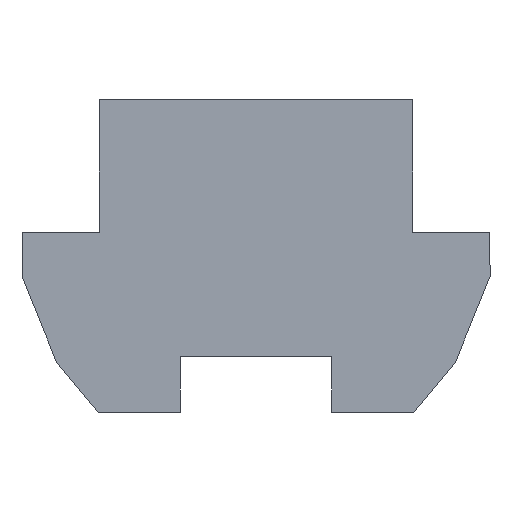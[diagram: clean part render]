
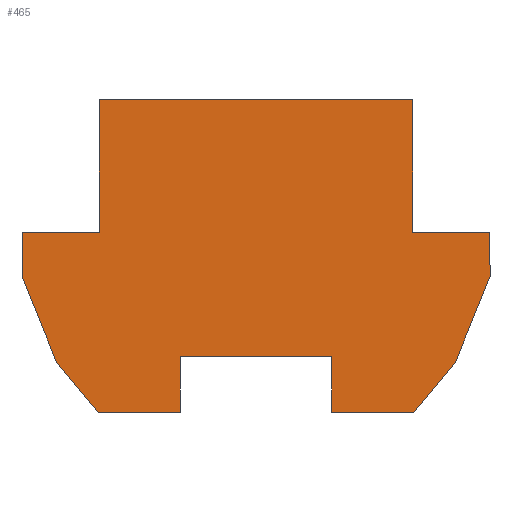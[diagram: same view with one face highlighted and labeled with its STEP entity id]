
A CAD part, front view. The second image highlights one B-rep face of the part: STEP entity #465.
In plain terms, the highlighted planar face has unit normal (0, -1, 0).
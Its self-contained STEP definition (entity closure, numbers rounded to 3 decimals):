
#5 = EDGE_CURVE ( 'NONE', #444, #542, #27, .T. ) ;
#8 = ORIENTED_EDGE ( 'NONE', *, *, #567, .T. ) ;
#14 = CARTESIAN_POINT ( 'NONE',  ( 26.5, 0., -45. ) ) ;
#20 = LINE ( 'NONE', #133, #317 ) ;
#21 = DIRECTION ( 'NONE',  ( 0., 0., -1. ) ) ;
#25 = LINE ( 'NONE', #501, #410 ) ;
#27 = LINE ( 'NONE', #449, #522 ) ;
#29 = DIRECTION ( 'NONE',  ( 0.375, 0., -0.927 ) ) ;
#34 = DIRECTION ( 'NONE',  ( 1., 0., 0. ) ) ;
#38 = ORIENTED_EDGE ( 'NONE', *, *, #300, .T. ) ;
#54 = ORIENTED_EDGE ( 'NONE', *, *, #460, .T. ) ;
#74 = CARTESIAN_POINT ( 'NONE',  ( -55., 0., -1.5 ) ) ;
#87 = CARTESIAN_POINT ( 'NONE',  ( -26.5, 0., -45. ) ) ;
#94 = VECTOR ( 'NONE', #312, 1000. ) ;
#102 = LINE ( 'NONE', #275, #339 ) ;
#103 = ORIENTED_EDGE ( 'NONE', *, *, #497, .T. ) ;
#111 = ORIENTED_EDGE ( 'NONE', *, *, #326, .F. ) ;
#117 = CARTESIAN_POINT ( 'NONE',  ( -26.5, 0., -64.598 ) ) ;
#118 = CARTESIAN_POINT ( 'NONE',  ( 82., 0., -17. ) ) ;
#133 = CARTESIAN_POINT ( 'NONE',  ( -55., 0., 45. ) ) ;
#134 = ORIENTED_EDGE ( 'NONE', *, *, #5, .T. ) ;
#136 = CARTESIAN_POINT ( 'NONE',  ( 69.879, 0., -47. ) ) ;
#142 = VERTEX_POINT ( 'NONE', #375 ) ;
#144 = CARTESIAN_POINT ( 'NONE',  ( -55., 0., 45. ) ) ;
#146 = AXIS2_PLACEMENT_3D ( 'NONE', #635, #432, #492 ) ;
#147 = DIRECTION ( 'NONE',  ( 0., 0., -1. ) ) ;
#150 = CARTESIAN_POINT ( 'NONE',  ( 55.246, 0., -64.598 ) ) ;
#152 = VERTEX_POINT ( 'NONE', #327 ) ;
#162 = EDGE_CURVE ( 'NONE', #257, #142, #584, .T. ) ;
#168 = VERTEX_POINT ( 'NONE', #529 ) ;
#170 = VECTOR ( 'NONE', #526, 1000. ) ;
#177 = EDGE_CURVE ( 'NONE', #168, #427, #580, .T. ) ;
#184 = VERTEX_POINT ( 'NONE', #474 ) ;
#189 = CARTESIAN_POINT ( 'NONE',  ( 82., 0., -1.5 ) ) ;
#191 = CARTESIAN_POINT ( 'NONE',  ( 69.879, 0., -47. ) ) ;
#209 = ORIENTED_EDGE ( 'NONE', *, *, #162, .T. ) ;
#219 = DIRECTION ( 'NONE',  ( 0., 0., 1. ) ) ;
#224 = ORIENTED_EDGE ( 'NONE', *, *, #583, .T. ) ;
#229 = DIRECTION ( 'NONE',  ( 0., 0., 1. ) ) ;
#232 = EDGE_LOOP ( 'NONE', ( #322, #471, #103, #134, #54, #672, #224, #111, #581, #508, #38, #510, #8, #209, #295, #308 ) ) ;
#243 = EDGE_CURVE ( 'NONE', #388, #427, #421, .T. ) ;
#257 = VERTEX_POINT ( 'NONE', #260 ) ;
#259 = CARTESIAN_POINT ( 'NONE',  ( 26.5, 0., -45. ) ) ;
#260 = CARTESIAN_POINT ( 'NONE',  ( -69.879, 0., -47. ) ) ;
#264 = LINE ( 'NONE', #118, #680 ) ;
#275 = CARTESIAN_POINT ( 'NONE',  ( -55., 0., -1.5 ) ) ;
#284 = VECTOR ( 'NONE', #21, 1000. ) ;
#286 = LINE ( 'NONE', #596, #658 ) ;
#289 = CARTESIAN_POINT ( 'NONE',  ( 55., 0., 45. ) ) ;
#295 = ORIENTED_EDGE ( 'NONE', *, *, #463, .T. ) ;
#296 = CARTESIAN_POINT ( 'NONE',  ( -55., 0., 45. ) ) ;
#300 = EDGE_CURVE ( 'NONE', #675, #152, #102, .T. ) ;
#302 = VERTEX_POINT ( 'NONE', #644 ) ;
#305 = VECTOR ( 'NONE', #147, 1000. ) ;
#308 = ORIENTED_EDGE ( 'NONE', *, *, #177, .T. ) ;
#312 = DIRECTION ( 'NONE',  ( 0.639, 0., -0.769 ) ) ;
#314 = EDGE_CURVE ( 'NONE', #675, #416, #20, .T. ) ;
#317 = VECTOR ( 'NONE', #229, 1000. ) ;
#321 = CARTESIAN_POINT ( 'NONE',  ( -69.879, 0., -47. ) ) ;
#322 = ORIENTED_EDGE ( 'NONE', *, *, #243, .F. ) ;
#325 = CARTESIAN_POINT ( 'NONE',  ( 26.5, 0., -64.598 ) ) ;
#326 = EDGE_CURVE ( 'NONE', #561, #352, #286, .T. ) ;
#327 = CARTESIAN_POINT ( 'NONE',  ( -82., 0., -1.5 ) ) ;
#330 = VECTOR ( 'NONE', #683, 1000. ) ;
#339 = VECTOR ( 'NONE', #395, 1000. ) ;
#343 = CARTESIAN_POINT ( 'NONE',  ( 55., 0., -1.5 ) ) ;
#345 = DIRECTION ( 'NONE',  ( -1., 0., 0. ) ) ;
#352 = VERTEX_POINT ( 'NONE', #343 ) ;
#369 = DIRECTION ( 'NONE',  ( -1., 0., 0. ) ) ;
#375 = CARTESIAN_POINT ( 'NONE',  ( -55.246, 0., -64.598 ) ) ;
#376 = CARTESIAN_POINT ( 'NONE',  ( 82., 0., -1.5 ) ) ;
#381 = EDGE_CURVE ( 'NONE', #152, #302, #556, .T. ) ;
#388 = VERTEX_POINT ( 'NONE', #259 ) ;
#393 = VECTOR ( 'NONE', #345, 1000. ) ;
#395 = DIRECTION ( 'NONE',  ( -1., 0., 0. ) ) ;
#398 = FACE_OUTER_BOUND ( 'NONE', #232, .T. ) ;
#410 = VECTOR ( 'NONE', #29, 1000. ) ;
#416 = VERTEX_POINT ( 'NONE', #144 ) ;
#421 = LINE ( 'NONE', #425, #641 ) ;
#425 = CARTESIAN_POINT ( 'NONE',  ( -55., 0., -45. ) ) ;
#427 = VERTEX_POINT ( 'NONE', #87 ) ;
#431 = VERTEX_POINT ( 'NONE', #604 ) ;
#432 = DIRECTION ( 'NONE',  ( 0., 1., 0. ) ) ;
#444 = VERTEX_POINT ( 'NONE', #150 ) ;
#449 = CARTESIAN_POINT ( 'NONE',  ( 55.246, 0., -64.598 ) ) ;
#460 = EDGE_CURVE ( 'NONE', #542, #431, #519, .T. ) ;
#463 = EDGE_CURVE ( 'NONE', #142, #168, #472, .T. ) ;
#465 = ADVANCED_FACE ( 'NONE', ( #398 ), #627, .F. ) ;
#469 = VECTOR ( 'NONE', #530, 1000. ) ;
#471 = ORIENTED_EDGE ( 'NONE', *, *, #661, .T. ) ;
#472 = LINE ( 'NONE', #568, #330 ) ;
#474 = CARTESIAN_POINT ( 'NONE',  ( 26.5, 0., -64.598 ) ) ;
#490 = LINE ( 'NONE', #14, #284 ) ;
#492 = DIRECTION ( 'NONE',  ( 0., 0., 1. ) ) ;
#497 = EDGE_CURVE ( 'NONE', #184, #444, #595, .T. ) ;
#501 = CARTESIAN_POINT ( 'NONE',  ( -82., 0., -17. ) ) ;
#502 = DIRECTION ( 'NONE',  ( 0., 0., -1. ) ) ;
#508 = ORIENTED_EDGE ( 'NONE', *, *, #314, .F. ) ;
#510 = ORIENTED_EDGE ( 'NONE', *, *, #381, .T. ) ;
#519 = LINE ( 'NONE', #191, #524 ) ;
#522 = VECTOR ( 'NONE', #664, 1000. ) ;
#524 = VECTOR ( 'NONE', #673, 1000. ) ;
#526 = DIRECTION ( 'NONE',  ( 0., 0., 1. ) ) ;
#529 = CARTESIAN_POINT ( 'NONE',  ( -26.5, 0., -64.598 ) ) ;
#530 = DIRECTION ( 'NONE',  ( 1., 0., 0. ) ) ;
#542 = VERTEX_POINT ( 'NONE', #136 ) ;
#555 = LINE ( 'NONE', #296, #619 ) ;
#556 = LINE ( 'NONE', #576, #305 ) ;
#561 = VERTEX_POINT ( 'NONE', #289 ) ;
#567 = EDGE_CURVE ( 'NONE', #302, #257, #25, .T. ) ;
#568 = CARTESIAN_POINT ( 'NONE',  ( -55.246, 0., -64.598 ) ) ;
#576 = CARTESIAN_POINT ( 'NONE',  ( -82., 0., -1.5 ) ) ;
#580 = LINE ( 'NONE', #117, #170 ) ;
#581 = ORIENTED_EDGE ( 'NONE', *, *, #587, .F. ) ;
#583 = EDGE_CURVE ( 'NONE', #649, #352, #660, .T. ) ;
#584 = LINE ( 'NONE', #321, #94 ) ;
#587 = EDGE_CURVE ( 'NONE', #416, #561, #555, .T. ) ;
#595 = LINE ( 'NONE', #325, #469 ) ;
#596 = CARTESIAN_POINT ( 'NONE',  ( 55., 0., 45. ) ) ;
#604 = CARTESIAN_POINT ( 'NONE',  ( 82., 0., -17. ) ) ;
#619 = VECTOR ( 'NONE', #34, 1000. ) ;
#627 = PLANE ( 'NONE',  #146 ) ;
#635 = CARTESIAN_POINT ( 'NONE',  ( 0., 0., 0. ) ) ;
#641 = VECTOR ( 'NONE', #369, 1000. ) ;
#644 = CARTESIAN_POINT ( 'NONE',  ( -82., 0., -17. ) ) ;
#649 = VERTEX_POINT ( 'NONE', #376 ) ;
#658 = VECTOR ( 'NONE', #502, 1000. ) ;
#660 = LINE ( 'NONE', #189, #393 ) ;
#661 = EDGE_CURVE ( 'NONE', #388, #184, #490, .T. ) ;
#664 = DIRECTION ( 'NONE',  ( 0.639, 0., 0.769 ) ) ;
#665 = EDGE_CURVE ( 'NONE', #431, #649, #264, .T. ) ;
#672 = ORIENTED_EDGE ( 'NONE', *, *, #665, .T. ) ;
#673 = DIRECTION ( 'NONE',  ( 0.375, 0., 0.927 ) ) ;
#675 = VERTEX_POINT ( 'NONE', #74 ) ;
#680 = VECTOR ( 'NONE', #219, 1000. ) ;
#683 = DIRECTION ( 'NONE',  ( 1., 0., 0. ) ) ;
